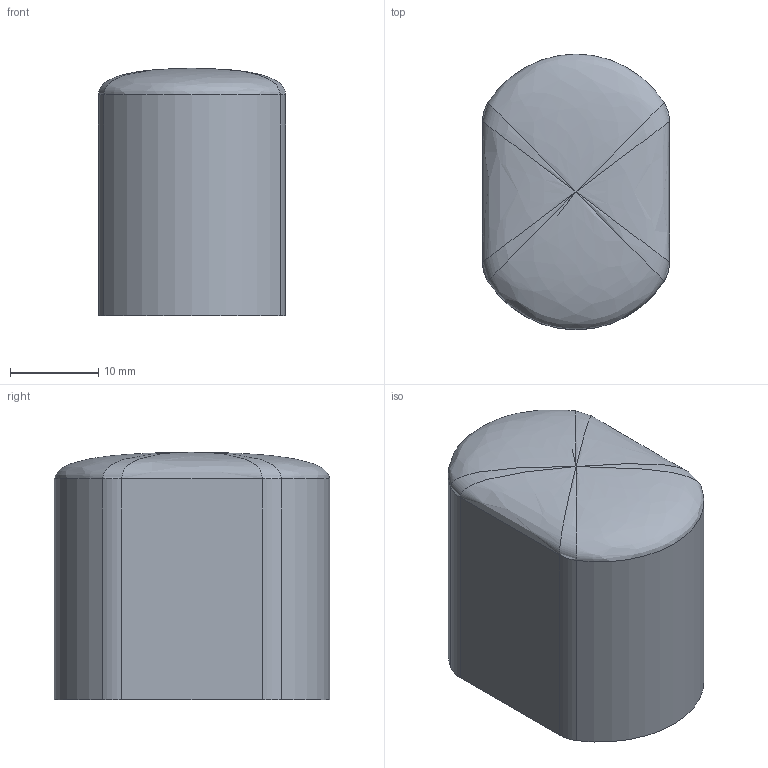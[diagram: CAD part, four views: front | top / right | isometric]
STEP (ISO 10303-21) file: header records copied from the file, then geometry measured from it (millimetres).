
FILE_DESCRIPTION (( 'STEP AP203' ), '1' );
FILE_NAME ('IN_12_3D.STEP', '2019-04-25T03:59:20', ( '' ), ( '' ), 'SwSTEP 2.0', 'SolidWorks 2019', '' );
FILE_SCHEMA (( 'CONFIG_CONTROL_DESIGN' ));
Length unit declared in the file: millimetre
Products named in the file (1): IN_12_3D
Bounding box: 21.2 x 31.2 x 28 mm (x, y, z)
Volume: 15817.3 mm3; surface area: 3461.1 mm2
Topology: 1 solids, 1 shells, 17 faces, 40 edges, 17 vertices
Faces by surface type: bspline 8, cylinder 6, plane 3
Entity records: 537 total; most frequent: CARTESIAN_POINT 159, ORIENTED_EDGE 64, DIRECTION 56, EDGE_CURVE 32, AXIS2_PLACEMENT_3D 22, ADVANCED_FACE 17, VERTEX_POINT 17, FACE_OUTER_BOUND 17
